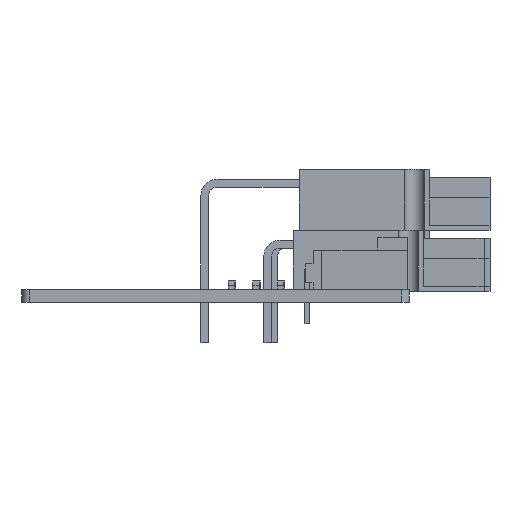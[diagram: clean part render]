
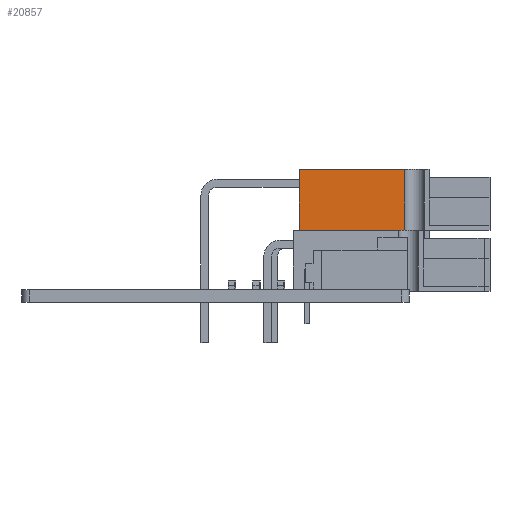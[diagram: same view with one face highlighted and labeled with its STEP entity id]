
A CAD part, left-side view. The second image highlights one B-rep face of the part: STEP entity #20857.
In plain terms, the highlighted face is planar.
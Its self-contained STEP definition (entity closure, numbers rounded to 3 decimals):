
#20030 = PLANE('',#20031);
#20031 = AXIS2_PLACEMENT_3D('',#20032,#20033,#20034);
#20032 = CARTESIAN_POINT('',(0.,7.62,0.));
#20033 = DIRECTION('',(1.,0.,0.));
#20034 = DIRECTION('',(0.,0.,-1.));
#20127 = EDGE_CURVE('',#20128,#20130,#20132,.T.);
#20128 = VERTEX_POINT('',#20129);
#20129 = CARTESIAN_POINT('',(0.,7.62,0.));
#20130 = VERTEX_POINT('',#20131);
#20131 = CARTESIAN_POINT('',(0.,7.62,-7.874));
#20132 = SURFACE_CURVE('',#20133,(#20137,#20144),.PCURVE_S1.);
#20133 = LINE('',#20134,#20135);
#20134 = CARTESIAN_POINT('',(0.,7.62,0.));
#20135 = VECTOR('',#20136,1.);
#20136 = DIRECTION('',(0.,0.,-1.));
#20137 = PCURVE('',#20030,#20138);
#20138 = DEFINITIONAL_REPRESENTATION('',(#20139),#20143);
#20139 = LINE('',#20140,#20141);
#20140 = CARTESIAN_POINT('',(0.,0.));
#20141 = VECTOR('',#20142,1.);
#20142 = DIRECTION('',(1.,0.));
#20143 = ( GEOMETRIC_REPRESENTATION_CONTEXT(2) 
PARAMETRIC_REPRESENTATION_CONTEXT() REPRESENTATION_CONTEXT('2D SPACE',''
  ) );
#20144 = PCURVE('',#20145,#20150);
#20145 = PLANE('',#20146);
#20146 = AXIS2_PLACEMENT_3D('',#20147,#20148,#20149);
#20147 = CARTESIAN_POINT('',(24.638,7.62,0.));
#20148 = DIRECTION('',(0.,-1.,0.));
#20149 = DIRECTION('',(0.,0.,-1.));
#20150 = DEFINITIONAL_REPRESENTATION('',(#20151),#20155);
#20151 = LINE('',#20152,#20153);
#20152 = CARTESIAN_POINT('',(0.,-24.638));
#20153 = VECTOR('',#20154,1.);
#20154 = DIRECTION('',(1.,0.));
#20155 = ( GEOMETRIC_REPRESENTATION_CONTEXT(2) 
PARAMETRIC_REPRESENTATION_CONTEXT() REPRESENTATION_CONTEXT('2D SPACE',''
  ) );
#20173 = PLANE('',#20174);
#20174 = AXIS2_PLACEMENT_3D('',#20175,#20176,#20177);
#20175 = CARTESIAN_POINT('',(0.,0.,0.));
#20176 = DIRECTION('',(0.,0.,1.));
#20177 = DIRECTION('',(1.,0.,0.));
#20227 = PLANE('',#20228);
#20228 = AXIS2_PLACEMENT_3D('',#20229,#20230,#20231);
#20229 = CARTESIAN_POINT('',(0.,0.,-7.874));
#20230 = DIRECTION('',(0.,0.,1.));
#20231 = DIRECTION('',(1.,0.,0.));
#20442 = CYLINDRICAL_SURFACE('',#20443,1.27);
#20443 = AXIS2_PLACEMENT_3D('',#20444,#20445,#20446);
#20444 = CARTESIAN_POINT('',(14.859,7.62,-25.4));
#20445 = DIRECTION('',(0.,0.,1.));
#20446 = DIRECTION('',(1.,0.,0.));
#20631 = VERTEX_POINT('',#20632);
#20632 = CARTESIAN_POINT('',(13.589,7.62,-7.874));
#20654 = EDGE_CURVE('',#20631,#20130,#20655,.T.);
#20655 = SURFACE_CURVE('',#20656,(#20660,#20667),.PCURVE_S1.);
#20656 = LINE('',#20657,#20658);
#20657 = CARTESIAN_POINT('',(24.638,7.62,-7.874));
#20658 = VECTOR('',#20659,1.);
#20659 = DIRECTION('',(-1.,0.,0.));
#20660 = PCURVE('',#20227,#20661);
#20661 = DEFINITIONAL_REPRESENTATION('',(#20662),#20666);
#20662 = LINE('',#20663,#20664);
#20663 = CARTESIAN_POINT('',(24.638,7.62));
#20664 = VECTOR('',#20665,1.);
#20665 = DIRECTION('',(-1.,0.));
#20666 = ( GEOMETRIC_REPRESENTATION_CONTEXT(2) 
PARAMETRIC_REPRESENTATION_CONTEXT() REPRESENTATION_CONTEXT('2D SPACE',''
  ) );
#20667 = PCURVE('',#20145,#20668);
#20668 = DEFINITIONAL_REPRESENTATION('',(#20669),#20673);
#20669 = LINE('',#20670,#20671);
#20670 = CARTESIAN_POINT('',(7.874,0.));
#20671 = VECTOR('',#20672,1.);
#20672 = DIRECTION('',(0.,-1.));
#20673 = ( GEOMETRIC_REPRESENTATION_CONTEXT(2) 
PARAMETRIC_REPRESENTATION_CONTEXT() REPRESENTATION_CONTEXT('2D SPACE',''
  ) );
#20857 = ADVANCED_FACE('',(#20858),#20145,.F.);
#20858 = FACE_BOUND('',#20859,.F.);
#20859 = EDGE_LOOP('',(#20860,#20861,#20862,#20885));
#20860 = ORIENTED_EDGE('',*,*,#20127,.T.);
#20861 = ORIENTED_EDGE('',*,*,#20654,.F.);
#20862 = ORIENTED_EDGE('',*,*,#20863,.F.);
#20863 = EDGE_CURVE('',#20864,#20631,#20866,.T.);
#20864 = VERTEX_POINT('',#20865);
#20865 = CARTESIAN_POINT('',(13.589,7.62,0.));
#20866 = SURFACE_CURVE('',#20867,(#20871,#20878),.PCURVE_S1.);
#20867 = LINE('',#20868,#20869);
#20868 = CARTESIAN_POINT('',(13.589,7.62,-25.4));
#20869 = VECTOR('',#20870,1.);
#20870 = DIRECTION('',(0.,0.,-1.));
#20871 = PCURVE('',#20145,#20872);
#20872 = DEFINITIONAL_REPRESENTATION('',(#20873),#20877);
#20873 = LINE('',#20874,#20875);
#20874 = CARTESIAN_POINT('',(25.4,-11.049));
#20875 = VECTOR('',#20876,1.);
#20876 = DIRECTION('',(1.,0.));
#20877 = ( GEOMETRIC_REPRESENTATION_CONTEXT(2) 
PARAMETRIC_REPRESENTATION_CONTEXT() REPRESENTATION_CONTEXT('2D SPACE',''
  ) );
#20878 = PCURVE('',#20442,#20879);
#20879 = DEFINITIONAL_REPRESENTATION('',(#20880),#20884);
#20880 = LINE('',#20881,#20882);
#20881 = CARTESIAN_POINT('',(3.142,0.));
#20882 = VECTOR('',#20883,1.);
#20883 = DIRECTION('',(0.,-1.));
#20884 = ( GEOMETRIC_REPRESENTATION_CONTEXT(2) 
PARAMETRIC_REPRESENTATION_CONTEXT() REPRESENTATION_CONTEXT('2D SPACE',''
  ) );
#20885 = ORIENTED_EDGE('',*,*,#20886,.T.);
#20886 = EDGE_CURVE('',#20864,#20128,#20887,.T.);
#20887 = SURFACE_CURVE('',#20888,(#20892,#20899),.PCURVE_S1.);
#20888 = LINE('',#20889,#20890);
#20889 = CARTESIAN_POINT('',(24.638,7.62,0.));
#20890 = VECTOR('',#20891,1.);
#20891 = DIRECTION('',(-1.,0.,0.));
#20892 = PCURVE('',#20145,#20893);
#20893 = DEFINITIONAL_REPRESENTATION('',(#20894),#20898);
#20894 = LINE('',#20895,#20896);
#20895 = CARTESIAN_POINT('',(0.,0.));
#20896 = VECTOR('',#20897,1.);
#20897 = DIRECTION('',(0.,-1.));
#20898 = ( GEOMETRIC_REPRESENTATION_CONTEXT(2) 
PARAMETRIC_REPRESENTATION_CONTEXT() REPRESENTATION_CONTEXT('2D SPACE',''
  ) );
#20899 = PCURVE('',#20173,#20900);
#20900 = DEFINITIONAL_REPRESENTATION('',(#20901),#20905);
#20901 = LINE('',#20902,#20903);
#20902 = CARTESIAN_POINT('',(24.638,7.62));
#20903 = VECTOR('',#20904,1.);
#20904 = DIRECTION('',(-1.,0.));
#20905 = ( GEOMETRIC_REPRESENTATION_CONTEXT(2) 
PARAMETRIC_REPRESENTATION_CONTEXT() REPRESENTATION_CONTEXT('2D SPACE',''
  ) );
